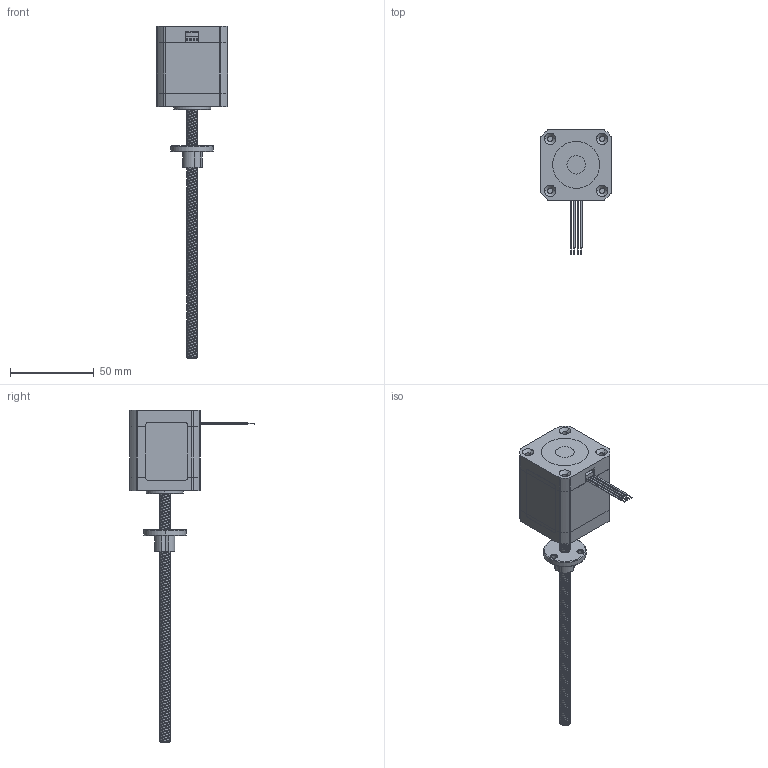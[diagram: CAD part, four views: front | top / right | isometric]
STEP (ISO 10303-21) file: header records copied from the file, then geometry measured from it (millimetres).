
FILE_DESCRIPTION (( 'STEP AP214' ), '1' );
FILE_NAME ('17E22-150.STEP', '2023-03-07T07:46:04', ( '' ), ( '' ), 'SwSTEP 2.0', 'SolidWorks 2022', '' );
FILE_SCHEMA (( 'AUTOMOTIVE_DESIGN' ));
Length unit declared in the file: millimetre
Products named in the file (12): 42铭牌.STP; 17E22-150.STP; 02-023.STP; 海顿42 06-183.STP; 07-010.STP; 17E22-150; 6.35 外驱.STP; 01-009.STP; 42双厚铭牌.STP; 01-008.STP; 04-015.STP; 06-008.STP
Assembly tree (12 placements, depth 3):
  17E22-150
    17E22-150.STP
      01-008.STP
      01-009.STP
      02-023.STP
      04-015.STP
      07-010.STP  x2
      42铭牌.STP
      海顿42 06-183.STP
      6.35 外驱.STP
      42双厚铭牌.STP
      06-008.STP
Bounding box: 42.4 x 74.6 x 198.15 mm (x, y, z)
Volume: 55458.7 mm3; surface area: 47404.1 mm2
Topology: 15 solids, 15 shells, 965 faces, 2622 edges, 1714 vertices
Faces by surface type: cylinder 646, plane 219, cone 70, torus 20, bspline 10
Entity records: 50377 total; most frequent: CARTESIAN_POINT 27749, ORIENTED_EDGE 5220, DIRECTION 4059, EDGE_CURVE 2610, VERTEX_POINT 1706, AXIS2_PLACEMENT_3D 1462, LINE 1135, VECTOR 1135
